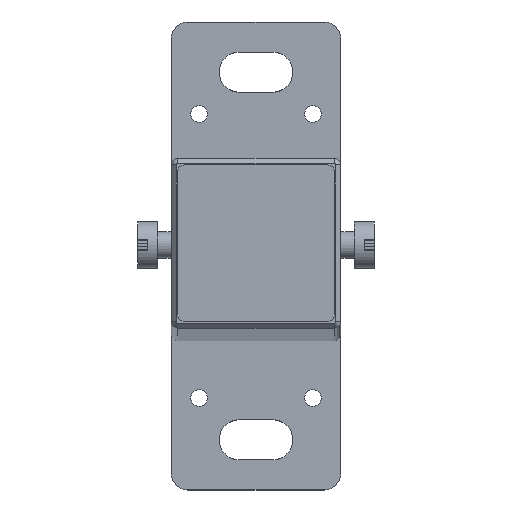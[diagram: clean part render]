
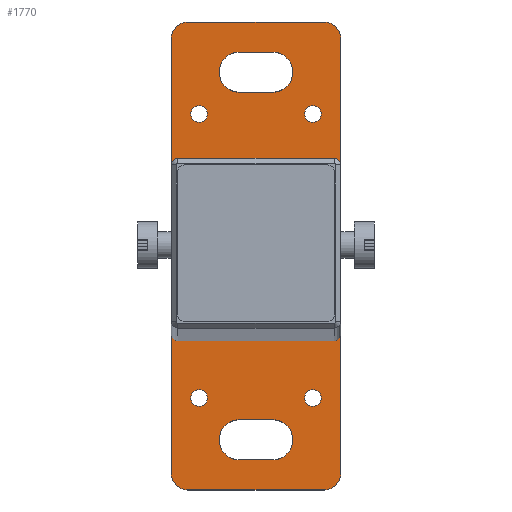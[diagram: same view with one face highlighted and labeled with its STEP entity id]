
A CAD part, top view. The second image highlights one B-rep face of the part: STEP entity #1770.
In plain terms, the highlighted face is planar.
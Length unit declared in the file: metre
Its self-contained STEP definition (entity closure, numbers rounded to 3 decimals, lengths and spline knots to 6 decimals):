
#158=LINE('',#5203,#296);
#159=LINE('',#5207,#297);
#160=LINE('',#5211,#298);
#161=LINE('',#5215,#299);
#162=LINE('',#5219,#300);
#163=LINE('',#5223,#301);
#164=LINE('',#5227,#302);
#165=LINE('',#5231,#303);
#296=VECTOR('',#2384,1.);
#297=VECTOR('',#2387,1.);
#298=VECTOR('',#2390,1.);
#299=VECTOR('',#2393,1.);
#300=VECTOR('',#2396,1.);
#301=VECTOR('',#2399,1.);
#302=VECTOR('',#2402,1.);
#303=VECTOR('',#2405,1.);
#394=PLANE('',#1989);
#680=ORIENTED_EDGE('',*,*,#1009,.T.);
#681=ORIENTED_EDGE('',*,*,#1010,.F.);
#682=ORIENTED_EDGE('',*,*,#1011,.F.);
#683=ORIENTED_EDGE('',*,*,#1012,.F.);
#684=ORIENTED_EDGE('',*,*,#1013,.F.);
#685=ORIENTED_EDGE('',*,*,#1014,.F.);
#686=ORIENTED_EDGE('',*,*,#1015,.T.);
#687=ORIENTED_EDGE('',*,*,#1016,.F.);
#688=ORIENTED_EDGE('',*,*,#1017,.T.);
#689=ORIENTED_EDGE('',*,*,#1018,.F.);
#690=ORIENTED_EDGE('',*,*,#1019,.F.);
#691=ORIENTED_EDGE('',*,*,#1020,.F.);
#692=ORIENTED_EDGE('',*,*,#1021,.F.);
#693=ORIENTED_EDGE('',*,*,#1022,.T.);
#694=ORIENTED_EDGE('',*,*,#1023,.T.);
#695=ORIENTED_EDGE('',*,*,#1024,.T.);
#696=ORIENTED_EDGE('',*,*,#1025,.F.);
#697=ORIENTED_EDGE('',*,*,#1026,.T.);
#698=ORIENTED_EDGE('',*,*,#1027,.T.);
#699=ORIENTED_EDGE('',*,*,#1028,.T.);
#700=ORIENTED_EDGE('',*,*,#1029,.F.);
#1009=EDGE_CURVE('',#1203,#1203,#1313,.T.);
#1010=EDGE_CURVE('',#1204,#1204,#1314,.T.);
#1011=EDGE_CURVE('',#1205,#1205,#1315,.T.);
#1012=EDGE_CURVE('',#1206,#1206,#1316,.T.);
#1013=EDGE_CURVE('',#1207,#1207,#1317,.T.);
#1014=EDGE_CURVE('',#1208,#1209,#1318,.T.);
#1015=EDGE_CURVE('',#1208,#1210,#158,.T.);
#1016=EDGE_CURVE('',#1211,#1210,#1319,.T.);
#1017=EDGE_CURVE('',#1211,#1212,#159,.T.);
#1018=EDGE_CURVE('',#1213,#1212,#1320,.T.);
#1019=EDGE_CURVE('',#1214,#1213,#160,.T.);
#1020=EDGE_CURVE('',#1215,#1214,#1321,.T.);
#1021=EDGE_CURVE('',#1209,#1215,#161,.T.);
#1022=EDGE_CURVE('',#1216,#1217,#1322,.T.);
#1023=EDGE_CURVE('',#1217,#1218,#162,.T.);
#1024=EDGE_CURVE('',#1218,#1219,#1323,.T.);
#1025=EDGE_CURVE('',#1216,#1219,#163,.T.);
#1026=EDGE_CURVE('',#1220,#1221,#1324,.T.);
#1027=EDGE_CURVE('',#1221,#1222,#164,.T.);
#1028=EDGE_CURVE('',#1222,#1223,#1325,.T.);
#1029=EDGE_CURVE('',#1220,#1223,#165,.T.);
#1203=VERTEX_POINT('',#5191);
#1204=VERTEX_POINT('',#5193);
#1205=VERTEX_POINT('',#5195);
#1206=VERTEX_POINT('',#5197);
#1207=VERTEX_POINT('',#5199);
#1208=VERTEX_POINT('',#5201);
#1209=VERTEX_POINT('',#5202);
#1210=VERTEX_POINT('',#5204);
#1211=VERTEX_POINT('',#5206);
#1212=VERTEX_POINT('',#5208);
#1213=VERTEX_POINT('',#5210);
#1214=VERTEX_POINT('',#5212);
#1215=VERTEX_POINT('',#5214);
#1216=VERTEX_POINT('',#5217);
#1217=VERTEX_POINT('',#5218);
#1218=VERTEX_POINT('',#5220);
#1219=VERTEX_POINT('',#5222);
#1220=VERTEX_POINT('',#5225);
#1221=VERTEX_POINT('',#5226);
#1222=VERTEX_POINT('',#5228);
#1223=VERTEX_POINT('',#5230);
#1313=CIRCLE('',#1990,0.009);
#1314=CIRCLE('',#1991,0.0025);
#1315=CIRCLE('',#1992,0.0025);
#1316=CIRCLE('',#1993,0.0025);
#1317=CIRCLE('',#1994,0.0025);
#1318=CIRCLE('',#1995,0.005);
#1319=CIRCLE('',#1996,0.005);
#1320=CIRCLE('',#1997,0.005);
#1321=CIRCLE('',#1998,0.005);
#1322=CIRCLE('',#1999,0.006);
#1323=CIRCLE('',#2000,0.006);
#1324=CIRCLE('',#2001,0.006);
#1325=CIRCLE('',#2002,0.006);
#1450=EDGE_LOOP('',(#680));
#1451=EDGE_LOOP('',(#681));
#1452=EDGE_LOOP('',(#682));
#1453=EDGE_LOOP('',(#683));
#1454=EDGE_LOOP('',(#684));
#1455=EDGE_LOOP('',(#685,#686,#687,#688,#689,#690,#691,#692));
#1456=EDGE_LOOP('',(#693,#694,#695,#696));
#1457=EDGE_LOOP('',(#697,#698,#699,#700));
#1609=FACE_BOUND('',#1450,.T.);
#1610=FACE_BOUND('',#1451,.T.);
#1611=FACE_BOUND('',#1452,.T.);
#1612=FACE_BOUND('',#1453,.T.);
#1613=FACE_BOUND('',#1454,.T.);
#1614=FACE_BOUND('',#1455,.T.);
#1615=FACE_BOUND('',#1456,.T.);
#1616=FACE_BOUND('',#1457,.T.);
#1770=ADVANCED_FACE('',(#1609,#1610,#1611,#1612,#1613,#1614,#1615,#1616),
#394,.F.);
#1989=AXIS2_PLACEMENT_3D('',#5189,#2370,#2371);
#1990=AXIS2_PLACEMENT_3D('',#5190,#2372,#2373);
#1991=AXIS2_PLACEMENT_3D('',#5192,#2374,#2375);
#1992=AXIS2_PLACEMENT_3D('',#5194,#2376,#2377);
#1993=AXIS2_PLACEMENT_3D('',#5196,#2378,#2379);
#1994=AXIS2_PLACEMENT_3D('',#5198,#2380,#2381);
#1995=AXIS2_PLACEMENT_3D('',#5200,#2382,#2383);
#1996=AXIS2_PLACEMENT_3D('',#5205,#2385,#2386);
#1997=AXIS2_PLACEMENT_3D('',#5209,#2388,#2389);
#1998=AXIS2_PLACEMENT_3D('',#5213,#2391,#2392);
#1999=AXIS2_PLACEMENT_3D('',#5216,#2394,#2395);
#2000=AXIS2_PLACEMENT_3D('',#5221,#2397,#2398);
#2001=AXIS2_PLACEMENT_3D('',#5224,#2400,#2401);
#2002=AXIS2_PLACEMENT_3D('',#5229,#2403,#2404);
#2370=DIRECTION('',(0.,-1.,0.));
#2371=DIRECTION('',(1.,0.,0.));
#2372=DIRECTION('',(0.,-1.,0.));
#2373=DIRECTION('',(0.,0.,-1.));
#2374=DIRECTION('',(0.,1.,0.));
#2375=DIRECTION('',(0.,0.,1.));
#2376=DIRECTION('',(0.,1.,0.));
#2377=DIRECTION('',(0.,0.,1.));
#2378=DIRECTION('',(0.,1.,0.));
#2379=DIRECTION('',(0.,0.,1.));
#2380=DIRECTION('',(0.,1.,0.));
#2381=DIRECTION('',(0.,0.,1.));
#2382=DIRECTION('',(0.,-1.,0.));
#2383=DIRECTION('',(0.,0.,-1.));
#2384=DIRECTION('',(1.,0.,0.));
#2385=DIRECTION('',(0.,-1.,0.));
#2386=DIRECTION('',(0.,0.,-1.));
#2387=DIRECTION('',(0.,0.,-1.));
#2388=DIRECTION('',(0.,-1.,0.));
#2389=DIRECTION('',(0.,0.,-1.));
#2390=DIRECTION('',(1.,0.,0.));
#2391=DIRECTION('',(0.,-1.,0.));
#2392=DIRECTION('',(0.,0.,-1.));
#2393=DIRECTION('',(0.,0.,-1.));
#2394=DIRECTION('',(0.,-1.,0.));
#2395=DIRECTION('',(0.,0.,1.));
#2396=DIRECTION('',(1.,0.,0.));
#2397=DIRECTION('',(0.,-1.,0.));
#2398=DIRECTION('',(0.,0.,1.));
#2399=DIRECTION('',(1.,0.,0.));
#2400=DIRECTION('',(0.,-1.,0.));
#2401=DIRECTION('',(0.,0.,1.));
#2402=DIRECTION('',(1.,0.,0.));
#2403=DIRECTION('',(0.,-1.,0.));
#2404=DIRECTION('',(0.,0.,1.));
#2405=DIRECTION('',(1.,0.,0.));
#5189=CARTESIAN_POINT('',(0.,0.,0.));
#5190=CARTESIAN_POINT('',(0.,0.,0.));
#5191=CARTESIAN_POINT('',(0.,0.,-0.009));
#5192=CARTESIAN_POINT('',(-0.017,0.,-0.0425));
#5193=CARTESIAN_POINT('',(-0.017,0.,-0.04));
#5194=CARTESIAN_POINT('',(0.017,0.,-0.0425));
#5195=CARTESIAN_POINT('',(0.017,0.,-0.04));
#5196=CARTESIAN_POINT('',(-0.017,0.,0.0425));
#5197=CARTESIAN_POINT('',(-0.017,0.,0.045));
#5198=CARTESIAN_POINT('',(0.017,0.,0.0425));
#5199=CARTESIAN_POINT('',(0.017,0.,0.045));
#5200=CARTESIAN_POINT('',(-0.0204,0.,0.065));
#5201=CARTESIAN_POINT('',(-0.0204,0.,0.07));
#5202=CARTESIAN_POINT('',(-0.0254,0.,0.065));
#5203=CARTESIAN_POINT('',(0.,0.,0.07));
#5204=CARTESIAN_POINT('',(0.0204,0.,0.07));
#5205=CARTESIAN_POINT('',(0.0204,0.,0.065));
#5206=CARTESIAN_POINT('',(0.0254,0.,0.065));
#5207=CARTESIAN_POINT('',(0.0254,0.,0.));
#5208=CARTESIAN_POINT('',(0.0254,0.,-0.065));
#5209=CARTESIAN_POINT('',(0.0204,0.,-0.065));
#5210=CARTESIAN_POINT('',(0.0204,0.,-0.07));
#5211=CARTESIAN_POINT('',(0.,0.,-0.07));
#5212=CARTESIAN_POINT('',(-0.0204,0.,-0.07));
#5213=CARTESIAN_POINT('',(-0.0204,0.,-0.065));
#5214=CARTESIAN_POINT('',(-0.0254,0.,-0.065));
#5215=CARTESIAN_POINT('',(-0.0254,0.,0.));
#5216=CARTESIAN_POINT('',(-0.005,0.,-0.055));
#5217=CARTESIAN_POINT('',(-0.005,0.,-0.049));
#5218=CARTESIAN_POINT('',(-0.005,0.,-0.061));
#5219=CARTESIAN_POINT('',(0.,0.,-0.061));
#5220=CARTESIAN_POINT('',(0.005,0.,-0.061));
#5221=CARTESIAN_POINT('',(0.005,0.,-0.055));
#5222=CARTESIAN_POINT('',(0.005,0.,-0.049));
#5223=CARTESIAN_POINT('',(0.,0.,-0.049));
#5224=CARTESIAN_POINT('',(-0.005,0.,0.055));
#5225=CARTESIAN_POINT('',(-0.005,0.,0.061));
#5226=CARTESIAN_POINT('',(-0.005,0.,0.049));
#5227=CARTESIAN_POINT('',(0.,0.,0.049));
#5228=CARTESIAN_POINT('',(0.005,0.,0.049));
#5229=CARTESIAN_POINT('',(0.005,0.,0.055));
#5230=CARTESIAN_POINT('',(0.005,0.,0.061));
#5231=CARTESIAN_POINT('',(0.,0.,0.061));
